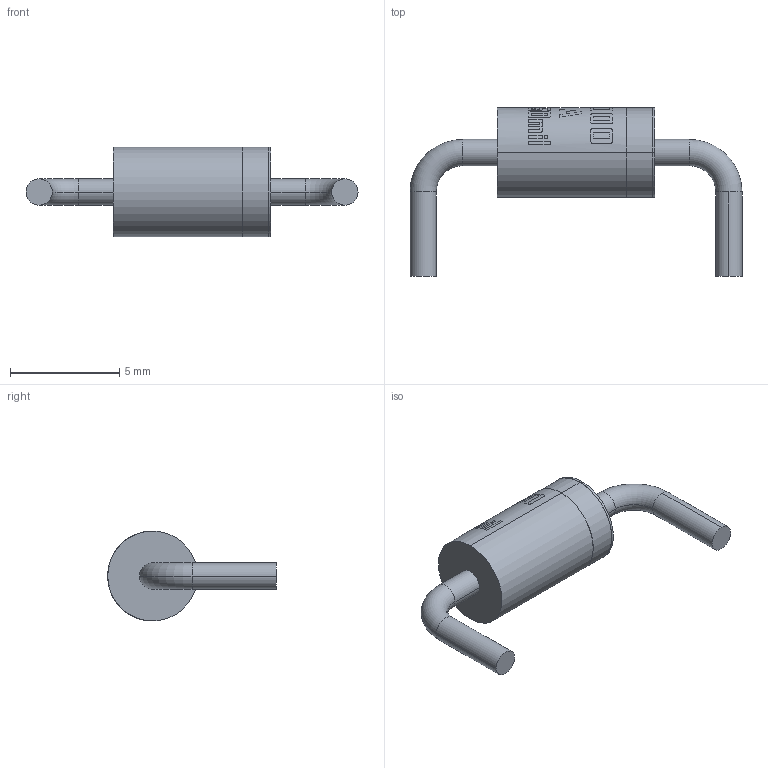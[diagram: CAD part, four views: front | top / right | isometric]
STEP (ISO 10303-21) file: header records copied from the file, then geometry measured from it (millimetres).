
FILE_DESCRIPTION (( 'STEP AP214' ), '1' );
FILE_NAME ('D2A_Max_550mil_rev1.0.STEP', '2023-03-16T20:06:59', ( '' ), ( '' ), 'SwSTEP 2.0', 'SolidWorks 2020', '' );
FILE_SCHEMA (( 'AUTOMOTIVE_DESIGN' ));
Length unit declared in the file: millimetre
Products named in the file (1): D2A_Max_550mil_rev1.0
Bounding box: 15.17 x 7.7 x 4.1 mm (x, y, z)
Volume: 113.6 mm3; surface area: 181.6 mm2
Topology: 1 solids, 1 shells, 54 faces, 293 edges, 275 vertices
Faces by surface type: cylinder 44, plane 6, torus 4
Entity records: 4292 total; most frequent: CARTESIAN_POINT 1238, ORIENTED_EDGE 586, DIRECTION 433, EDGE_CURVE 293, VERTEX_POINT 275, AXIS2_PLACEMENT_3D 175, CIRCLE 120, B_SPLINE_CURVE_WITH_KNOTS 90
